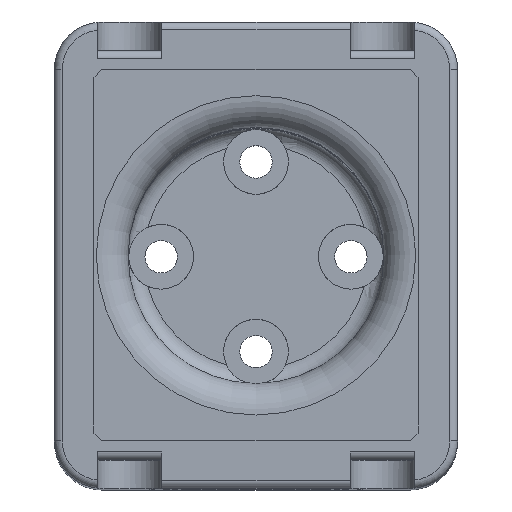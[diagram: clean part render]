
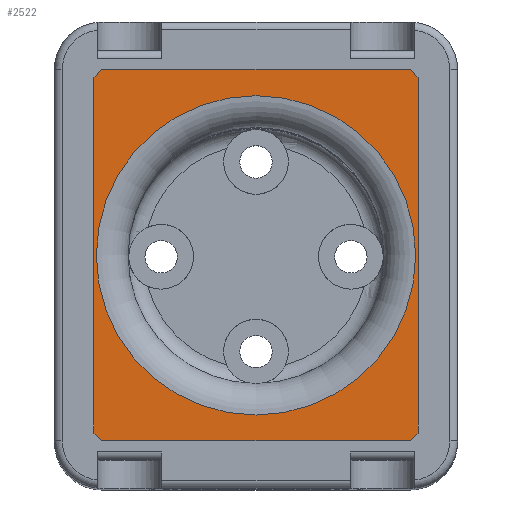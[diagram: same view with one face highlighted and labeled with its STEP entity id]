
A CAD part, top view. The second image highlights one B-rep face of the part: STEP entity #2522.
In plain terms, the highlighted planar face has unit normal (0, 0, 1).
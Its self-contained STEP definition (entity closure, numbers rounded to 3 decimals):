
#23=FACE_BOUND('',#700,.T.);
#47=PLANE('',#2731);
#117=LINE('',#4210,#298);
#118=LINE('',#4212,#299);
#119=LINE('',#4214,#300);
#120=LINE('',#4216,#301);
#121=LINE('',#4218,#302);
#122=LINE('',#4220,#303);
#123=LINE('',#4222,#304);
#124=LINE('',#4223,#305);
#298=VECTOR('',#3132,10.);
#299=VECTOR('',#3133,10.);
#300=VECTOR('',#3134,10.);
#301=VECTOR('',#3135,10.);
#302=VECTOR('',#3136,10.);
#303=VECTOR('',#3137,10.);
#304=VECTOR('',#3138,10.);
#305=VECTOR('',#3139,10.);
#549=FACE_OUTER_BOUND('',#699,.T.);
#699=EDGE_LOOP('',(#1822,#1823,#1824,#1825,#1826,#1827,#1828,#1829));
#700=EDGE_LOOP('',(#1830));
#883=CIRCLE('',#2719,10.1);
#1101=VERTEX_POINT('',#4092);
#1121=VERTEX_POINT('',#4208);
#1122=VERTEX_POINT('',#4209);
#1123=VERTEX_POINT('',#4211);
#1124=VERTEX_POINT('',#4213);
#1125=VERTEX_POINT('',#4215);
#1126=VERTEX_POINT('',#4217);
#1127=VERTEX_POINT('',#4219);
#1128=VERTEX_POINT('',#4221);
#1364=EDGE_CURVE('',#1101,#1101,#883,.T.);
#1386=EDGE_CURVE('',#1121,#1122,#117,.T.);
#1387=EDGE_CURVE('',#1121,#1123,#118,.T.);
#1388=EDGE_CURVE('',#1124,#1123,#119,.T.);
#1389=EDGE_CURVE('',#1124,#1125,#120,.T.);
#1390=EDGE_CURVE('',#1126,#1125,#121,.T.);
#1391=EDGE_CURVE('',#1126,#1127,#122,.T.);
#1392=EDGE_CURVE('',#1128,#1127,#123,.T.);
#1393=EDGE_CURVE('',#1128,#1122,#124,.T.);
#1822=ORIENTED_EDGE('',*,*,#1386,.F.);
#1823=ORIENTED_EDGE('',*,*,#1387,.T.);
#1824=ORIENTED_EDGE('',*,*,#1388,.F.);
#1825=ORIENTED_EDGE('',*,*,#1389,.T.);
#1826=ORIENTED_EDGE('',*,*,#1390,.F.);
#1827=ORIENTED_EDGE('',*,*,#1391,.T.);
#1828=ORIENTED_EDGE('',*,*,#1392,.F.);
#1829=ORIENTED_EDGE('',*,*,#1393,.T.);
#1830=ORIENTED_EDGE('',*,*,#1364,.T.);
#2522=ADVANCED_FACE('',(#549,#23),#47,.T.);
#2719=AXIS2_PLACEMENT_3D('',#4093,#3103,#3104);
#2731=AXIS2_PLACEMENT_3D('',#4207,#3130,#3131);
#3103=DIRECTION('center_axis',(0.,0.,
-1.));
#3104=DIRECTION('ref_axis',(-1.,0.,0.));
#3130=DIRECTION('center_axis',(0.,0.,
1.));
#3131=DIRECTION('ref_axis',(1.,0.,0.));
#3132=DIRECTION('',(-0.707,0.707,0.));
#3133=DIRECTION('',(1.,0.,0.));
#3134=DIRECTION('',(-0.707,-0.707,0.));
#3135=DIRECTION('',(0.,1.,0.));
#3136=DIRECTION('',(0.707,-0.707,0.));
#3137=DIRECTION('',(-1.,0.,0.));
#3138=DIRECTION('',(0.707,0.707,0.));
#3139=DIRECTION('',(0.,-1.,0.));
#4092=CARTESIAN_POINT('',(130.661,2.211,18.411));
#4093=CARTESIAN_POINT('Origin',(140.761,2.211,18.411));
#4207=CARTESIAN_POINT('Origin',(140.761,2.211,18.411));
#4208=CARTESIAN_POINT('',(131.011,-9.539,18.411));
#4209=CARTESIAN_POINT('',(130.511,-9.039,18.411));
#4210=CARTESIAN_POINT('',(130.511,-9.039,18.411));
#4211=CARTESIAN_POINT('',(150.511,-9.539,18.411));
#4212=CARTESIAN_POINT('',(151.011,-9.539,18.411));
#4213=CARTESIAN_POINT('',(151.011,-9.039,18.411));
#4214=CARTESIAN_POINT('',(151.261,-8.789,18.411));
#4215=CARTESIAN_POINT('',(151.011,13.461,18.411));
#4216=CARTESIAN_POINT('',(151.011,13.961,18.411));
#4217=CARTESIAN_POINT('',(150.511,13.961,18.411));
#4218=CARTESIAN_POINT('',(151.011,13.461,18.411));
#4219=CARTESIAN_POINT('',(131.011,13.961,18.411));
#4220=CARTESIAN_POINT('',(130.511,13.961,18.411));
#4221=CARTESIAN_POINT('',(130.511,13.461,18.411));
#4222=CARTESIAN_POINT('',(130.261,13.211,18.411));
#4223=CARTESIAN_POINT('',(130.511,-9.539,18.411));
